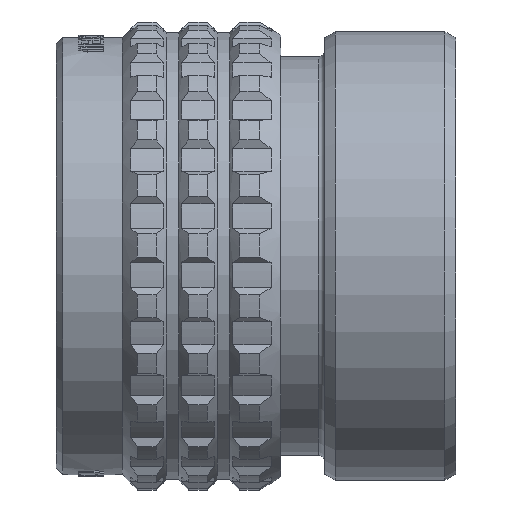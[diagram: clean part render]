
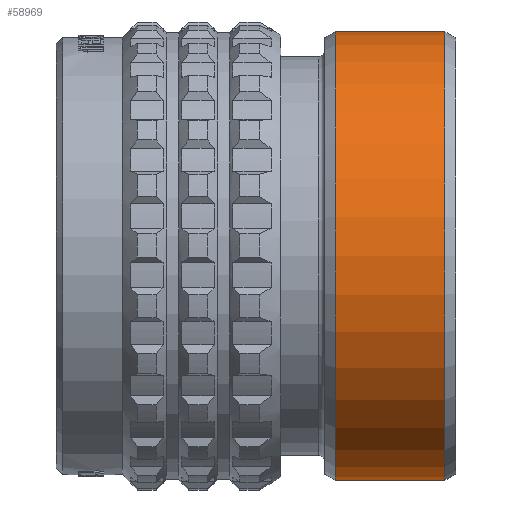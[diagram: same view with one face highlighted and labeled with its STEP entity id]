
A CAD part, top view. The second image highlights one B-rep face of the part: STEP entity #58969.
In plain terms, the highlighted cylindrical face has radius 17.975 mm (diameter 35.95 mm), a partial arc.
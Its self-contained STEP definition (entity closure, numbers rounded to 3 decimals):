
#2759=DIRECTION('',(-1.,0.,0.));
#2760=VECTOR('',#2759,8.768);
#2761=CARTESIAN_POINT('',(23.516,-17.975,0.));
#2762=LINE('5081',#2761,#2760);
#2763=DIRECTION('',(-1.,0.,0.));
#2764=VECTOR('',#2763,8.768);
#2765=CARTESIAN_POINT('',(23.516,17.975,0.));
#2766=LINE('5090',#2765,#2764);
#2767=CARTESIAN_POINT('',(23.516,0.,0.));
#2768=DIRECTION('',(-1.,0.,0.));
#2769=DIRECTION('',(0.,-1.,0.));
#2770=AXIS2_PLACEMENT_3D('',#2767,#2768,#2769);
#2780=CARTESIAN_POINT('',(14.748,0.,0.));
#2781=DIRECTION('',(-1.,0.,0.));
#2782=DIRECTION('',(0.,-1.,0.));
#2783=AXIS2_PLACEMENT_3D('',#2780,#2781,#2782);
#44716=CARTESIAN_POINT('',(23.516,-17.975,0.));
#44718=VERTEX_POINT('',#44716);
#44719=CARTESIAN_POINT('',(14.748,-17.975,0.));
#44720=VERTEX_POINT('',#44719);
#44728=CARTESIAN_POINT('',(23.516,17.975,0.));
#44730=VERTEX_POINT('',#44728);
#44731=CARTESIAN_POINT('',(14.748,17.975,0.));
#44732=VERTEX_POINT('',#44731);
#58957=CARTESIAN_POINT('',(-9.218,0.,0.));
#58958=DIRECTION('',(1.,0.,0.));
#58959=DIRECTION('',(0.,1.,0.));
#58960=AXIS2_PLACEMENT_3D('',#58957,#58958,#58959);
#58961=CYLINDRICAL_SURFACE('270',#58960,17.975);
#58962=ORIENTED_EDGE('5081',*,*,#58940,.T.);
#58964=ORIENTED_EDGE('5121',*,*,#58963,.T.);
#58965=ORIENTED_EDGE('5090',*,*,#58943,.F.);
#58966=ORIENTED_EDGE('5120',*,*,#58900,.F.);
#58967=EDGE_LOOP('270',(#58962,#58964,#58965,#58966));
#58968=FACE_OUTER_BOUND('270',#58967,.F.);
#2771=CIRCLE('5120',#2770,17.975);
#2784=CIRCLE('5121',#2783,17.975);
#58900=EDGE_CURVE('5120',#44718,#44730,#2771,.T.);
#58940=EDGE_CURVE('5081',#44718,#44720,#2762,.T.);
#58943=EDGE_CURVE('5090',#44730,#44732,#2766,.T.);
#58963=EDGE_CURVE('5121',#44720,#44732,#2784,.T.);
#58969=ADVANCED_FACE('270',(#58968),#58961,.T.);
